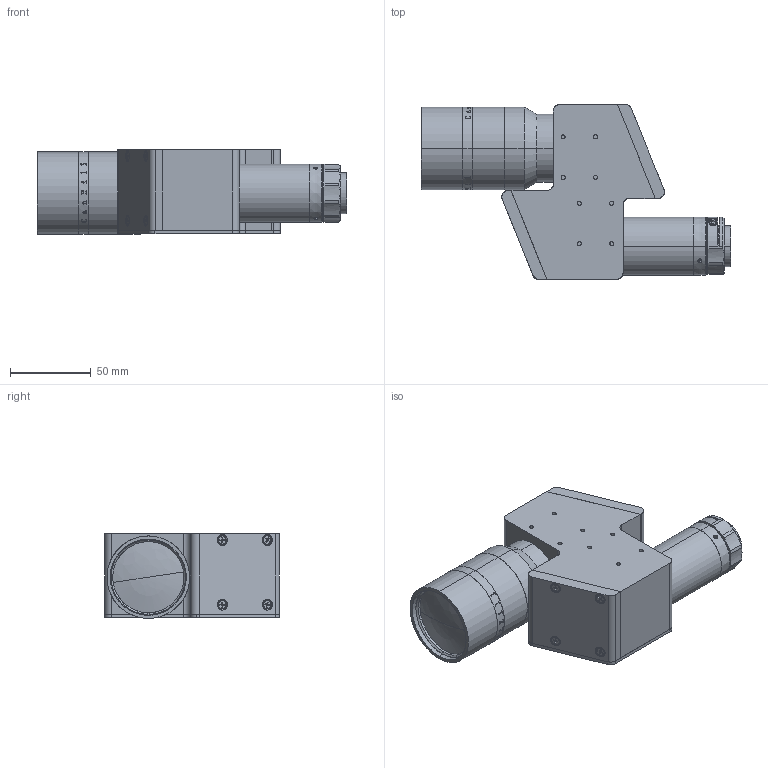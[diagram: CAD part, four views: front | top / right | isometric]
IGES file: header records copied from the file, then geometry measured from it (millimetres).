
Start section: SolidWorks IGES file using analytic representation for surfaces
Global section: file name: XF-MH06X513.IGS; native system: SolidWorks 2014; preprocessor: SolidWorks 2014; author: lawlynn; date: 191118.111812; units: millimetre
Bounding box: 191.08 x 108 x 52.5 mm (x, y, z)
Surface area: 72904.4 mm2 (no closed solid volume)
Topology: 0 solids, 0 shells, 438 faces, 8658 edges, 8655 vertices
Faces by surface type: revolution 220, bspline 218
